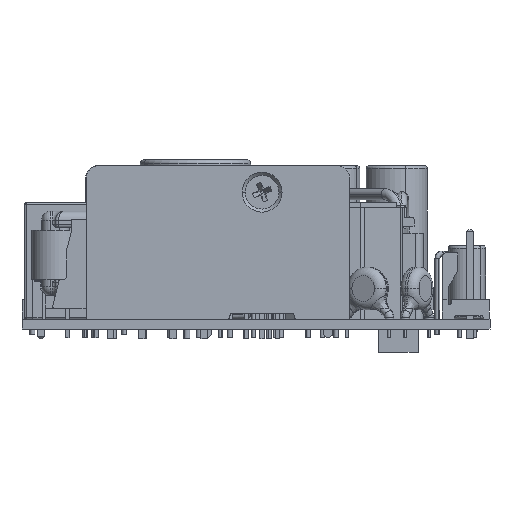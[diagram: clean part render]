
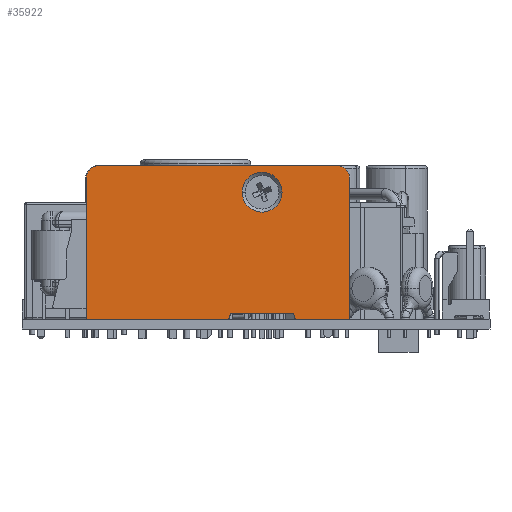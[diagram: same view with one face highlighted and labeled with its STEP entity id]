
A CAD part, front view. The second image highlights one B-rep face of the part: STEP entity #35922.
In plain terms, the highlighted face is planar.
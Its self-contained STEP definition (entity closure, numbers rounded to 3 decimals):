
#457 = ORIENTED_EDGE ( 'NONE', *, *, #27294, .F. ) ;
#822 = VERTEX_POINT ( 'NONE', #44492 ) ;
#932 = DIRECTION ( 'NONE',  ( 1., 0., 0. ) ) ;
#949 = EDGE_CURVE ( 'NONE', #55572, #970, #58819, .T. ) ;
#970 = VERTEX_POINT ( 'NONE', #35982 ) ;
#1004 = VERTEX_POINT ( 'NONE', #53245 ) ;
#1132 = CARTESIAN_POINT ( 'NONE',  ( 31.9, -4.3, 1.5 ) ) ;
#2337 = CIRCLE ( 'NONE', #48800, 3.25 ) ;
#2637 = CIRCLE ( 'NONE', #40450, 3.25 ) ;
#2696 = DIRECTION ( 'NONE',  ( 0., 0., 1. ) ) ;
#4284 = EDGE_CURVE ( 'NONE', #9708, #21693, #52055, .T. ) ;
#4959 = EDGE_LOOP ( 'NONE', ( #457, #9555, #63575, #29017, #40960, #44023, #15178, #24878, #65010, #31424, #30378, #45026 ) ) ;
#5335 = FACE_BOUND ( 'NONE', #36355, .T. ) ;
#6598 = LINE ( 'NONE', #52298, #28125 ) ;
#6974 = DIRECTION ( 'NONE',  ( 0., 0., -1. ) ) ;
#6985 = CARTESIAN_POINT ( 'NONE',  ( 25.4, -4.3, 1.5 ) ) ;
#7163 = CIRCLE ( 'NONE', #24462, 2. ) ;
#7402 = EDGE_CURVE ( 'NONE', #29663, #53648, #24947, .T. ) ;
#7452 = LINE ( 'NONE', #38910, #23606 ) ;
#8097 = CARTESIAN_POINT ( 'NONE',  ( 42.9, -25., 1.5 ) ) ;
#8216 = CIRCLE ( 'NONE', #54683, 0.5 ) ;
#8675 = VECTOR ( 'NONE', #31630, 1000. ) ;
#9555 = ORIENTED_EDGE ( 'NONE', *, *, #949, .T. ) ;
#9708 = VERTEX_POINT ( 'NONE', #22467 ) ;
#10620 = DIRECTION ( 'NONE',  ( 1., 0., 0. ) ) ;
#12111 = CARTESIAN_POINT ( 'NONE',  ( 34.4, -24.5, 1.5 ) ) ;
#12133 = DIRECTION ( 'NONE',  ( 1., 0., 0. ) ) ;
#12402 = AXIS2_PLACEMENT_3D ( 'NONE', #61687, #16373, #10620 ) ;
#12876 = DIRECTION ( 'NONE',  ( 1., 0., 0. ) ) ;
#13868 = EDGE_CURVE ( 'NONE', #66533, #29663, #7163, .T. ) ;
#14900 = LINE ( 'NONE', #35531, #62797 ) ;
#15110 = DIRECTION ( 'NONE',  ( 0., -1., 0. ) ) ;
#15178 = ORIENTED_EDGE ( 'NONE', *, *, #49331, .T. ) ;
#15463 = CARTESIAN_POINT ( 'NONE',  ( 0., -2., 1.5 ) ) ;
#15746 = CARTESIAN_POINT ( 'NONE',  ( 0., 0., 1.5 ) ) ;
#15956 = EDGE_CURVE ( 'NONE', #21693, #1004, #8216, .T. ) ;
#16373 = DIRECTION ( 'NONE',  ( 0., 0., -1. ) ) ;
#18004 = DIRECTION ( 'NONE',  ( 1., 0., 0. ) ) ;
#19526 = CARTESIAN_POINT ( 'NONE',  ( 2., 0., 1.5 ) ) ;
#19534 = CARTESIAN_POINT ( 'NONE',  ( 0., 0., 1.5 ) ) ;
#20049 = DIRECTION ( 'NONE',  ( 1., 0., 0. ) ) ;
#20928 = CARTESIAN_POINT ( 'NONE',  ( 0., 0., 1.5 ) ) ;
#21555 = CARTESIAN_POINT ( 'NONE',  ( 28.65, -4.3, 1.5 ) ) ;
#21693 = VERTEX_POINT ( 'NONE', #45409 ) ;
#22467 = CARTESIAN_POINT ( 'NONE',  ( 22.9, -25., 1.5 ) ) ;
#23606 = VECTOR ( 'NONE', #64604, 1000. ) ;
#23735 = EDGE_CURVE ( 'NONE', #28547, #65991, #2637, .T. ) ;
#24462 = AXIS2_PLACEMENT_3D ( 'NONE', #49496, #60965, #20049 ) ;
#24878 = ORIENTED_EDGE ( 'NONE', *, *, #13868, .T. ) ;
#24947 = LINE ( 'NONE', #19534, #49737 ) ;
#25414 = LINE ( 'NONE', #31147, #58097 ) ;
#25612 = CARTESIAN_POINT ( 'NONE',  ( 28.65, -4.3, 1.5 ) ) ;
#25996 = PLANE ( 'NONE',  #44062 ) ;
#26210 = LINE ( 'NONE', #15746, #8675 ) ;
#27294 = EDGE_CURVE ( 'NONE', #55572, #1004, #14900, .T. ) ;
#27545 = EDGE_CURVE ( 'NONE', #65991, #28547, #2337, .T. ) ;
#28125 = VECTOR ( 'NONE', #51626, 1000. ) ;
#28313 = AXIS2_PLACEMENT_3D ( 'NONE', #62195, #43480, #38428 ) ;
#28547 = VERTEX_POINT ( 'NONE', #6985 ) ;
#29017 = ORIENTED_EDGE ( 'NONE', *, *, #63007, .T. ) ;
#29663 = VERTEX_POINT ( 'NONE', #15463 ) ;
#30378 = ORIENTED_EDGE ( 'NONE', *, *, #4284, .T. ) ;
#31147 = CARTESIAN_POINT ( 'NONE',  ( 0., -25., 1.5 ) ) ;
#31424 = ORIENTED_EDGE ( 'NONE', *, *, #45087, .T. ) ;
#31442 = VERTEX_POINT ( 'NONE', #60338 ) ;
#31630 = DIRECTION ( 'NONE',  ( -1., 0., 0. ) ) ;
#32440 = CARTESIAN_POINT ( 'NONE',  ( 0., -25., 1.5 ) ) ;
#32739 = DIRECTION ( 'NONE',  ( 0., 0., 1. ) ) ;
#34852 = EDGE_CURVE ( 'NONE', #59451, #44841, #7452, .T. ) ;
#35531 = CARTESIAN_POINT ( 'NONE',  ( 23.4, -24., 1.5 ) ) ;
#35922 = ADVANCED_FACE ( 'NONE', ( #51722, #5335 ), #25996, .T. ) ;
#35982 = CARTESIAN_POINT ( 'NONE',  ( 33.9, -24.5, 1.5 ) ) ;
#36355 = EDGE_LOOP ( 'NONE', ( #39580, #58264 ) ) ;
#38428 = DIRECTION ( 'NONE',  ( 1., 0., 0. ) ) ;
#38910 = CARTESIAN_POINT ( 'NONE',  ( 42.9, 0., 1.5 ) ) ;
#39580 = ORIENTED_EDGE ( 'NONE', *, *, #27545, .T. ) ;
#39951 = DIRECTION ( 'NONE',  ( -1., 0., 0. ) ) ;
#40450 = AXIS2_PLACEMENT_3D ( 'NONE', #21555, #6974, #63467 ) ;
#40960 = ORIENTED_EDGE ( 'NONE', *, *, #34852, .T. ) ;
#41153 = DIRECTION ( 'NONE',  ( 1., 0., 0. ) ) ;
#41563 = DIRECTION ( 'NONE',  ( 0., 0., 1. ) ) ;
#43480 = DIRECTION ( 'NONE',  ( 0., 0., 1. ) ) ;
#44023 = ORIENTED_EDGE ( 'NONE', *, *, #52604, .T. ) ;
#44062 = AXIS2_PLACEMENT_3D ( 'NONE', #20928, #41563, #12133 ) ;
#44298 = CARTESIAN_POINT ( 'NONE',  ( 33.4, -24., 1.5 ) ) ;
#44492 = CARTESIAN_POINT ( 'NONE',  ( 40.9, 0., 1.5 ) ) ;
#44841 = VERTEX_POINT ( 'NONE', #57938 ) ;
#45026 = ORIENTED_EDGE ( 'NONE', *, *, #15956, .T. ) ;
#45087 = EDGE_CURVE ( 'NONE', #53648, #9708, #25414, .T. ) ;
#45409 = CARTESIAN_POINT ( 'NONE',  ( 23.4, -24.5, 1.5 ) ) ;
#47737 = CARTESIAN_POINT ( 'NONE',  ( 23.9, -24.5, 1.5 ) ) ;
#48800 = AXIS2_PLACEMENT_3D ( 'NONE', #25612, #50334, #41153 ) ;
#49045 = AXIS2_PLACEMENT_3D ( 'NONE', #59197, #2696, #12876 ) ;
#49331 = EDGE_CURVE ( 'NONE', #822, #66533, #26210, .T. ) ;
#49496 = CARTESIAN_POINT ( 'NONE',  ( 2., -2., 1.5 ) ) ;
#49737 = VECTOR ( 'NONE', #15110, 1000. ) ;
#50334 = DIRECTION ( 'NONE',  ( 0., 0., -1. ) ) ;
#51461 = DIRECTION ( 'NONE',  ( 1., 0., 0. ) ) ;
#51626 = DIRECTION ( 'NONE',  ( 1., 0., 0. ) ) ;
#51722 = FACE_OUTER_BOUND ( 'NONE', #4959, .T. ) ;
#52055 = CIRCLE ( 'NONE', #28313, 0.5 ) ;
#52298 = CARTESIAN_POINT ( 'NONE',  ( 0., -25., 1.5 ) ) ;
#52604 = EDGE_CURVE ( 'NONE', #44841, #822, #53410, .T. ) ;
#53097 = CIRCLE ( 'NONE', #57424, 0.5 ) ;
#53245 = CARTESIAN_POINT ( 'NONE',  ( 23.9, -24., 1.5 ) ) ;
#53410 = CIRCLE ( 'NONE', #49045, 2. ) ;
#53648 = VERTEX_POINT ( 'NONE', #32440 ) ;
#54683 = AXIS2_PLACEMENT_3D ( 'NONE', #47737, #58911, #18004 ) ;
#55572 = VERTEX_POINT ( 'NONE', #44298 ) ;
#57424 = AXIS2_PLACEMENT_3D ( 'NONE', #12111, #32739, #932 ) ;
#57938 = CARTESIAN_POINT ( 'NONE',  ( 42.9, -2., 1.5 ) ) ;
#58097 = VECTOR ( 'NONE', #51461, 1000. ) ;
#58264 = ORIENTED_EDGE ( 'NONE', *, *, #23735, .T. ) ;
#58819 = CIRCLE ( 'NONE', #12402, 0.5 ) ;
#58911 = DIRECTION ( 'NONE',  ( 0., 0., -1. ) ) ;
#59197 = CARTESIAN_POINT ( 'NONE',  ( 40.9, -2., 1.5 ) ) ;
#59451 = VERTEX_POINT ( 'NONE', #8097 ) ;
#60338 = CARTESIAN_POINT ( 'NONE',  ( 34.4, -25., 1.5 ) ) ;
#60965 = DIRECTION ( 'NONE',  ( 0., 0., 1. ) ) ;
#61687 = CARTESIAN_POINT ( 'NONE',  ( 33.4, -24.5, 1.5 ) ) ;
#62195 = CARTESIAN_POINT ( 'NONE',  ( 22.9, -24.5, 1.5 ) ) ;
#62485 = EDGE_CURVE ( 'NONE', #970, #31442, #53097, .T. ) ;
#62797 = VECTOR ( 'NONE', #39951, 1000. ) ;
#63007 = EDGE_CURVE ( 'NONE', #31442, #59451, #6598, .T. ) ;
#63467 = DIRECTION ( 'NONE',  ( 1., 0., 0. ) ) ;
#63575 = ORIENTED_EDGE ( 'NONE', *, *, #62485, .T. ) ;
#64604 = DIRECTION ( 'NONE',  ( 0., 1., 0. ) ) ;
#65010 = ORIENTED_EDGE ( 'NONE', *, *, #7402, .T. ) ;
#65991 = VERTEX_POINT ( 'NONE', #1132 ) ;
#66533 = VERTEX_POINT ( 'NONE', #19526 ) ;
